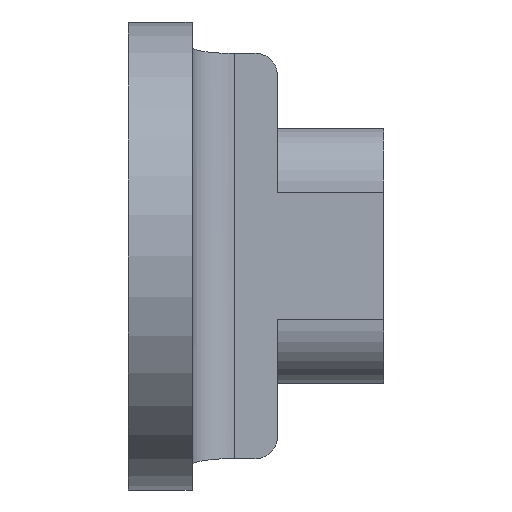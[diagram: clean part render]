
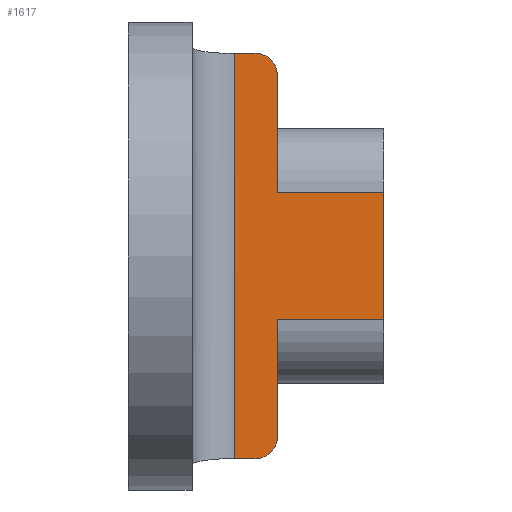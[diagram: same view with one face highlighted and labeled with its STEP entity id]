
A CAD part, left-side view. The second image highlights one B-rep face of the part: STEP entity #1617.
In plain terms, the highlighted planar face has unit normal (-1, 0, 0).
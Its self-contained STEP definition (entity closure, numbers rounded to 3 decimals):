
#33 = VERTEX_POINT ( 'NONE', #966 ) ;
#120 = EDGE_CURVE ( 'NONE', #1185, #2166, #2377, .T. ) ;
#148 = VERTEX_POINT ( 'NONE', #2613 ) ;
#187 = CARTESIAN_POINT ( 'NONE',  ( 4.5, 5., -6. ) ) ;
#201 = CARTESIAN_POINT ( 'NONE',  ( 4.5, 5., 3.091 ) ) ;
#220 = CARTESIAN_POINT ( 'NONE',  ( 4.5, 0., -9. ) ) ;
#264 = ORIENTED_EDGE ( 'NONE', *, *, #624, .F. ) ;
#289 = ORIENTED_EDGE ( 'NONE', *, *, #909, .F. ) ;
#314 = CARTESIAN_POINT ( 'NONE',  ( 4.5, 5., -6. ) ) ;
#339 = CARTESIAN_POINT ( 'NONE',  ( 4.5, 7., 3.51 ) ) ;
#347 = ORIENTED_EDGE ( 'NONE', *, *, #1881, .F. ) ;
#358 = FACE_OUTER_BOUND ( 'NONE', #1509, .T. ) ;
#371 = CARTESIAN_POINT ( 'NONE',  ( 4.5, 5., -14.499 ) ) ;
#515 = EDGE_CURVE ( 'NONE', #2434, #33, #1394, .T. ) ;
#531 = PLANE ( 'NONE',  #2678 ) ;
#566 = CARTESIAN_POINT ( 'NONE',  ( 4.5, 5., -14.499 ) ) ;
#624 = EDGE_CURVE ( 'NONE', #148, #1272, #1987, .T. ) ;
#628 = VERTEX_POINT ( 'NONE', #1890 ) ;
#676 = CARTESIAN_POINT ( 'NONE',  ( 4.5, 5., -15.091 ) ) ;
#716 = LINE ( 'NONE', #1769, #2294 ) ;
#719 = EDGE_CURVE ( 'NONE', #2166, #1858, #2712, .T. ) ;
#734 = DIRECTION ( 'NONE',  ( 0., 1., 0. ) ) ;
#739 = DIRECTION ( 'NONE',  ( 0., 0., 1. ) ) ;
#792 = DIRECTION ( 'NONE',  ( 0., 0., 1. ) ) ;
#855 = CARTESIAN_POINT ( 'NONE',  ( 4.5, 5., -15.51 ) ) ;
#879 = CARTESIAN_POINT ( 'NONE',  ( 4.5, 5.414, 3.51 ) ) ;
#909 = EDGE_CURVE ( 'NONE', #1858, #956, #1170, .T. ) ;
#913 = CARTESIAN_POINT ( 'NONE',  ( 4.5, 7., -15.51 ) ) ;
#914 = ORIENTED_EDGE ( 'NONE', *, *, #719, .F. ) ;
#935 = LINE ( 'NONE', #2585, #2463 ) ;
#956 = VERTEX_POINT ( 'NONE', #1804 ) ;
#960 = VERTEX_POINT ( 'NONE', #2427 ) ;
#966 = CARTESIAN_POINT ( 'NONE',  ( 4.5, 0., -3. ) ) ;
#1137 = EDGE_CURVE ( 'NONE', #1185, #960, #2067, .T. ) ;
#1170 = LINE ( 'NONE', #339, #2684 ) ;
#1185 = VERTEX_POINT ( 'NONE', #371 ) ;
#1206 = DIRECTION ( 'NONE',  ( 1., 0., 0. ) ) ;
#1209 = DIRECTION ( 'NONE',  ( 0., 0., 1. ) ) ;
#1272 = VERTEX_POINT ( 'NONE', #2598 ) ;
#1274 = CARTESIAN_POINT ( 'NONE',  ( 4.5, 6., -15.51 ) ) ;
#1282 = CARTESIAN_POINT ( 'NONE',  ( 4.5, 6., 3.51 ) ) ;
#1305 = ORIENTED_EDGE ( 'NONE', *, *, #2493, .T. ) ;
#1314 = CARTESIAN_POINT ( 'NONE',  ( 4.5, 5.414, -15.51 ) ) ;
#1324 = LINE ( 'NONE', #2556, #2366 ) ;
#1394 = LINE ( 'NONE', #1634, #1823 ) ;
#1415 = ORIENTED_EDGE ( 'NONE', *, *, #1137, .T. ) ;
#1484 = ORIENTED_EDGE ( 'NONE', *, *, #515, .T. ) ;
#1509 = EDGE_LOOP ( 'NONE', ( #914, #1760, #1415, #347, #1484, #1836, #2654, #264, #1305, #289 ) ) ;
#1580 = CARTESIAN_POINT ( 'NONE',  ( 4.5, 6., -15.51 ) ) ;
#1615 = DIRECTION ( 'NONE',  ( 0., 0., 1. ) ) ;
#1617 = ADVANCED_FACE ( 'NONE', ( #358 ), #531, .F. ) ;
#1626 = LINE ( 'NONE', #2234, #1758 ) ;
#1634 = CARTESIAN_POINT ( 'NONE',  ( 4.5, 0., -3. ) ) ;
#1685 = DIRECTION ( 'NONE',  ( 0., 1., 0. ) ) ;
#1758 = VECTOR ( 'NONE', #1209, 1000. ) ;
#1760 = ORIENTED_EDGE ( 'NONE', *, *, #120, .F. ) ;
#1769 = CARTESIAN_POINT ( 'NONE',  ( 4.5, 0., -9. ) ) ;
#1804 = CARTESIAN_POINT ( 'NONE',  ( 4.5, 7., 3.51 ) ) ;
#1823 = VECTOR ( 'NONE', #792, 1000. ) ;
#1836 = ORIENTED_EDGE ( 'NONE', *, *, #1885, .T. ) ;
#1858 = VERTEX_POINT ( 'NONE', #913 ) ;
#1867 = VECTOR ( 'NONE', #1685, 1000. ) ;
#1881 = EDGE_CURVE ( 'NONE', #2434, #960, #716, .T. ) ;
#1885 = EDGE_CURVE ( 'NONE', #33, #628, #1324, .T. ) ;
#1890 = CARTESIAN_POINT ( 'NONE',  ( 4.5, 5., -3. ) ) ;
#1987 =( BOUNDED_CURVE ( )  B_SPLINE_CURVE ( 3, ( #1282, #879, #201, #2488 ),
 .UNSPECIFIED., .F., .F. ) 
 B_SPLINE_CURVE_WITH_KNOTS ( ( 4, 4 ),
 ( 3.142, 4.712 ),
 .UNSPECIFIED. ) 
 CURVE ( )  GEOMETRIC_REPRESENTATION_ITEM ( )  RATIONAL_B_SPLINE_CURVE ( ( 1., 0.805, 0.805, 1. ) ) 
 REPRESENTATION_ITEM ( '' )  );
#2067 = LINE ( 'NONE', #187, #2535 ) ;
#2150 = DIRECTION ( 'NONE',  ( 0., 1., 0. ) ) ;
#2166 = VERTEX_POINT ( 'NONE', #1274 ) ;
#2217 = DIRECTION ( 'NONE',  ( 0., 0., 1. ) ) ;
#2234 = CARTESIAN_POINT ( 'NONE',  ( 4.5, 5., -6. ) ) ;
#2294 = VECTOR ( 'NONE', #2587, 1000. ) ;
#2366 = VECTOR ( 'NONE', #2150, 1000. ) ;
#2377 =( BOUNDED_CURVE ( )  B_SPLINE_CURVE ( 3, ( #566, #676, #1314, #1580 ),
 .UNSPECIFIED., .F., .F. ) 
 B_SPLINE_CURVE_WITH_KNOTS ( ( 4, 4 ),
 ( 1.571, 3.142 ),
 .UNSPECIFIED. ) 
 CURVE ( )  GEOMETRIC_REPRESENTATION_ITEM ( )  RATIONAL_B_SPLINE_CURVE ( ( 1., 0.805, 0.805, 1. ) ) 
 REPRESENTATION_ITEM ( '' )  );
#2427 = CARTESIAN_POINT ( 'NONE',  ( 4.5, 5., -9. ) ) ;
#2434 = VERTEX_POINT ( 'NONE', #220 ) ;
#2463 = VECTOR ( 'NONE', #734, 1000. ) ;
#2488 = CARTESIAN_POINT ( 'NONE',  ( 4.5, 5., 2.499 ) ) ;
#2493 = EDGE_CURVE ( 'NONE', #148, #956, #935, .T. ) ;
#2535 = VECTOR ( 'NONE', #1615, 1000. ) ;
#2556 = CARTESIAN_POINT ( 'NONE',  ( 4.5, 0., -3. ) ) ;
#2585 = CARTESIAN_POINT ( 'NONE',  ( 4.5, 5., 3.51 ) ) ;
#2587 = DIRECTION ( 'NONE',  ( 0., 1., 0. ) ) ;
#2598 = CARTESIAN_POINT ( 'NONE',  ( 4.5, 5., 2.499 ) ) ;
#2613 = CARTESIAN_POINT ( 'NONE',  ( 4.5, 6., 3.51 ) ) ;
#2654 = ORIENTED_EDGE ( 'NONE', *, *, #2687, .T. ) ;
#2678 = AXIS2_PLACEMENT_3D ( 'NONE', #314, #1206, #2217 ) ;
#2684 = VECTOR ( 'NONE', #739, 1000. ) ;
#2687 = EDGE_CURVE ( 'NONE', #628, #1272, #1626, .T. ) ;
#2712 = LINE ( 'NONE', #855, #1867 ) ;
